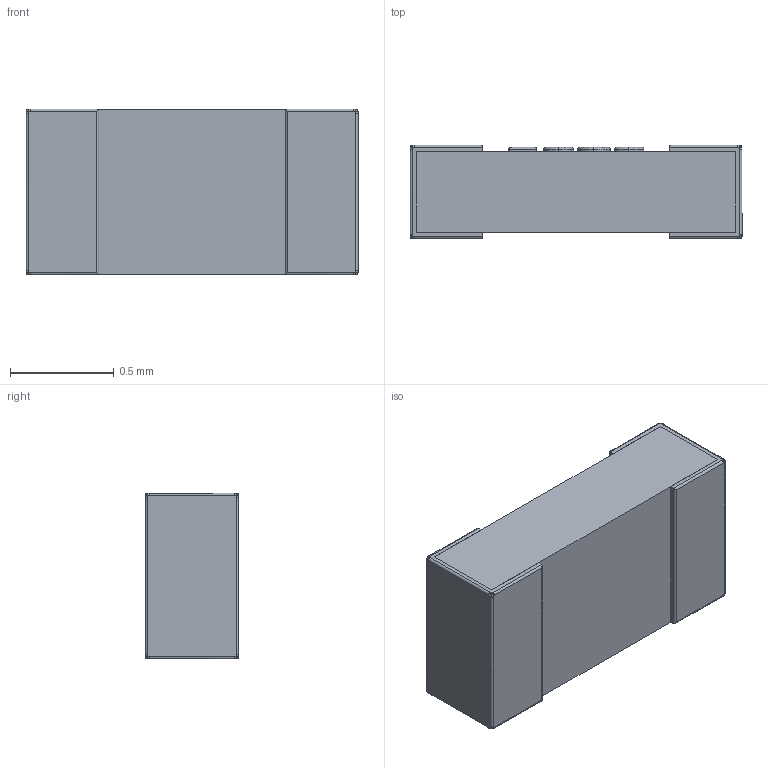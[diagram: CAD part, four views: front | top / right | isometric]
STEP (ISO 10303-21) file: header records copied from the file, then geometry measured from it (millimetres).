
FILE_DESCRIPTION (( 'STEP AP214' ), '1' );
FILE_NAME ('Resistor_SMD_1608.step', '2020-10-19T11:51:58+00:00', 'Stefan Hamminga', '', '', '', '');
FILE_SCHEMA (( 'AUTOMOTIVE_DESIGN' ));
Length unit declared in the file: millimetre
Products named in the file (1): Resistor_SMD_1608
Bounding box: 1.6 x 0.45 x 0.8 mm (x, y, z)
Volume: 0.5 mm3; surface area: 8 mm2
Topology: 3 solids, 3 shells, 209 faces, 497 edges, 303 vertices
Faces by surface type: bspline 120, plane 52, cylinder 37
Entity records: 13307 total; most frequent: CARTESIAN_POINT 7294, ORIENTED_EDGE 994, EDGE_CURVE 497, DIRECTION 394, VERTEX_POINT 303, B_SPLINE_CURVE_WITH_KNOTS 277, EDGE_LOOP 218, FACE_OUTER_BOUND 209
